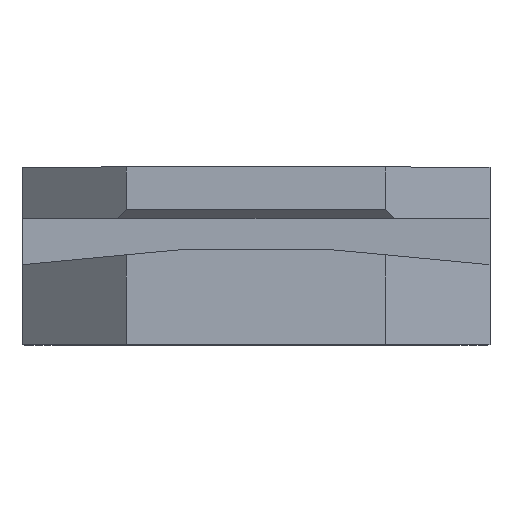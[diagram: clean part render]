
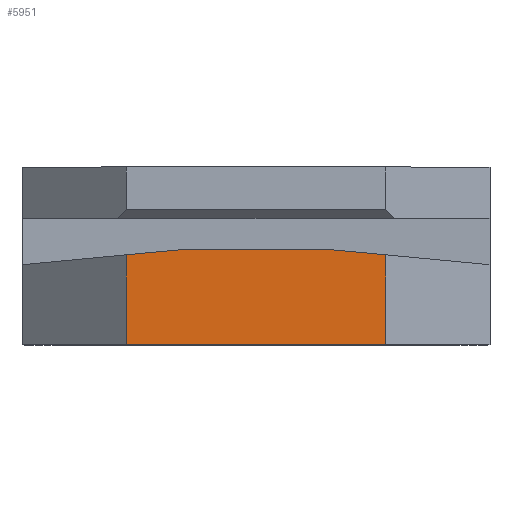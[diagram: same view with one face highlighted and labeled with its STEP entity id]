
A CAD part, top view. The second image highlights one B-rep face of the part: STEP entity #5951.
In plain terms, the highlighted planar face has unit normal (0, 0, 1).
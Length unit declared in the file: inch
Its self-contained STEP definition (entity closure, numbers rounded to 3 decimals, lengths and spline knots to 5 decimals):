
#41 = EDGE_CURVE ( 'NONE', #8266, #4362, #12877, .T. ) ;
#914 = LINE ( 'NONE', #12331, #4136 ) ;
#964 = VECTOR ( 'NONE', #14241, 39.37008 ) ;
#981 = CARTESIAN_POINT ( 'NONE',  ( -0.29, -0.19666, 0. ) ) ;
#1008 = ORIENTED_EDGE ( 'NONE', *, *, #3511, .T. ) ;
#1638 = DIRECTION ( 'NONE',  ( 0.996, -0.093, 0. ) ) ;
#1755 = CARTESIAN_POINT ( 'NONE',  ( -0.165, -0.185, 0. ) ) ;
#2050 = ORIENTED_EDGE ( 'NONE', *, *, #5964, .T. ) ;
#2317 = DIRECTION ( 'NONE',  ( 0., 0., 1. ) ) ;
#2476 = ORIENTED_EDGE ( 'NONE', *, *, #5037, .F. ) ;
#3150 = DIRECTION ( 'NONE',  ( 0.996, 0.093, 0. ) ) ;
#3511 = EDGE_CURVE ( 'NONE', #6686, #6391, #914, .T. ) ;
#3512 = CARTESIAN_POINT ( 'NONE',  ( 0.29, -0.398, 0. ) ) ;
#3645 = VECTOR ( 'NONE', #5994, 39.37008 ) ;
#3807 = VERTEX_POINT ( 'NONE', #1755 ) ;
#4136 = VECTOR ( 'NONE', #11972, 39.37008 ) ;
#4362 = VERTEX_POINT ( 'NONE', #981 ) ;
#4938 = ORIENTED_EDGE ( 'NONE', *, *, #41, .F. ) ;
#4950 = VECTOR ( 'NONE', #1638, 39.37008 ) ;
#5037 = EDGE_CURVE ( 'NONE', #12326, #6391, #11380, .T. ) ;
#5890 = CARTESIAN_POINT ( 'NONE',  ( 0.29, -0.185, 0. ) ) ;
#5948 = DIRECTION ( 'NONE',  ( 1., 0., 0. ) ) ;
#5951 = ADVANCED_FACE ( 'NONE', ( #14686 ), #15414, .T. ) ;
#5964 = EDGE_CURVE ( 'NONE', #8266, #6686, #7179, .T. ) ;
#5994 = DIRECTION ( 'NONE',  ( 0., 1., 0. ) ) ;
#6385 = LINE ( 'NONE', #10442, #12764 ) ;
#6391 = VERTEX_POINT ( 'NONE', #8586 ) ;
#6686 = VERTEX_POINT ( 'NONE', #13276 ) ;
#7179 = LINE ( 'NONE', #3512, #13559 ) ;
#7409 = EDGE_CURVE ( 'NONE', #4362, #3807, #6385, .T. ) ;
#7631 = ORIENTED_EDGE ( 'NONE', *, *, #7409, .F. ) ;
#8266 = VERTEX_POINT ( 'NONE', #12229 ) ;
#8586 = CARTESIAN_POINT ( 'NONE',  ( 0.29, -0.19666, 0. ) ) ;
#8892 = CARTESIAN_POINT ( 'NONE',  ( 0.165, -0.185, 0. ) ) ;
#9492 = CARTESIAN_POINT ( 'NONE',  ( 0.29, -0.398, 0. ) ) ;
#9563 = EDGE_CURVE ( 'NONE', #3807, #12326, #13413, .T. ) ;
#10442 = CARTESIAN_POINT ( 'NONE',  ( -0.165, -0.185, 0. ) ) ;
#10716 = DIRECTION ( 'NONE',  ( 1., 0., 0. ) ) ;
#11380 = LINE ( 'NONE', #8892, #4950 ) ;
#11707 = AXIS2_PLACEMENT_3D ( 'NONE', #9492, #2317, #10716 ) ;
#11972 = DIRECTION ( 'NONE',  ( 0., 1., 0. ) ) ;
#12229 = CARTESIAN_POINT ( 'NONE',  ( -0.29, -0.398, 0. ) ) ;
#12326 = VERTEX_POINT ( 'NONE', #15396 ) ;
#12331 = CARTESIAN_POINT ( 'NONE',  ( 0.29, -0.398, 0. ) ) ;
#12764 = VECTOR ( 'NONE', #3150, 39.37008 ) ;
#12872 = EDGE_LOOP ( 'NONE', ( #2476, #13447, #7631, #4938, #2050, #1008 ) ) ;
#12877 = LINE ( 'NONE', #13220, #3645 ) ;
#13220 = CARTESIAN_POINT ( 'NONE',  ( -0.29, -0.398, 0. ) ) ;
#13276 = CARTESIAN_POINT ( 'NONE',  ( 0.29, -0.398, 0. ) ) ;
#13413 = LINE ( 'NONE', #5890, #964 ) ;
#13447 = ORIENTED_EDGE ( 'NONE', *, *, #9563, .F. ) ;
#13559 = VECTOR ( 'NONE', #5948, 39.37008 ) ;
#14241 = DIRECTION ( 'NONE',  ( 1., 0., 0. ) ) ;
#14686 = FACE_OUTER_BOUND ( 'NONE', #12872, .T. ) ;
#15396 = CARTESIAN_POINT ( 'NONE',  ( 0.165, -0.185, 0. ) ) ;
#15414 = PLANE ( 'NONE',  #11707 ) ;
